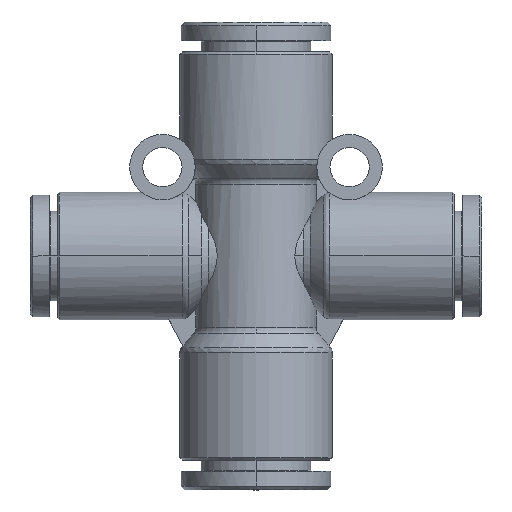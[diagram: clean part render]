
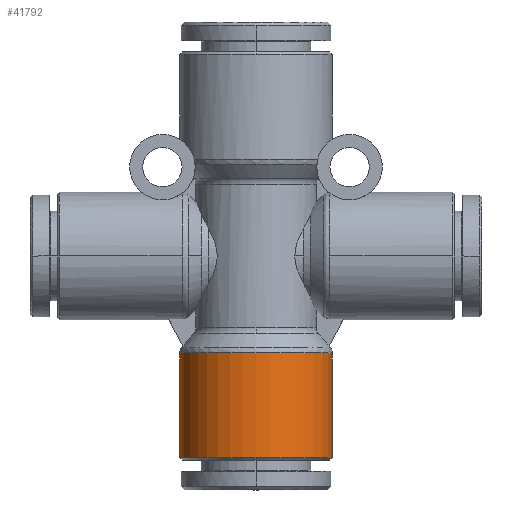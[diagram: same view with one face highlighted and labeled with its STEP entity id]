
A CAD part, front view. The second image highlights one B-rep face of the part: STEP entity #41792.
In plain terms, the highlighted cylindrical face has radius 8.15 mm (diameter 16.3 mm), a partial arc.
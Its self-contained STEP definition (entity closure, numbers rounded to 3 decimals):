
#856 = EDGE_CURVE ( 'NONE', #13958, #36600, #10061, .T. ) ;
#1387 = DIRECTION ( 'NONE',  ( 0., 0., 1. ) ) ;
#1856 = CARTESIAN_POINT ( 'NONE',  ( -30.783, 0., 0. ) ) ;
#3626 = LINE ( 'NONE', #23748, #25739 ) ;
#4865 = CARTESIAN_POINT ( 'NONE',  ( -19.592, 0., -8.15 ) ) ;
#5078 = CARTESIAN_POINT ( 'NONE',  ( -30.783, -8.15, 0. ) ) ;
#5091 = DIRECTION ( 'NONE',  ( 1., 0., 0. ) ) ;
#5256 = EDGE_CURVE ( 'NONE', #44738, #17447, #46079, .T. ) ;
#5497 = CARTESIAN_POINT ( 'NONE',  ( -24.233, 0., 0. ) ) ;
#6764 = ORIENTED_EDGE ( 'NONE', *, *, #49511, .F. ) ;
#10061 = CIRCLE ( 'NONE', #45191, 8.15 ) ;
#11010 = ORIENTED_EDGE ( 'NONE', *, *, #856, .T. ) ;
#11634 = ORIENTED_EDGE ( 'NONE', *, *, #17146, .T. ) ;
#13958 = VERTEX_POINT ( 'NONE', #5078 ) ;
#14057 = DIRECTION ( 'NONE',  ( -1., 0., 0. ) ) ;
#17146 = EDGE_CURVE ( 'NONE', #51213, #13958, #41965, .T. ) ;
#17447 = VERTEX_POINT ( 'NONE', #4865 ) ;
#17868 = CARTESIAN_POINT ( 'NONE',  ( -19.592, 0., 8.15 ) ) ;
#20345 = AXIS2_PLACEMENT_3D ( 'NONE', #1856, #54897, #45388 ) ;
#22416 = CARTESIAN_POINT ( 'NONE',  ( -30.783, 0., 8.15 ) ) ;
#22875 = ORIENTED_EDGE ( 'NONE', *, *, #23241, .T. ) ;
#23225 = DIRECTION ( 'NONE',  ( -1., 0., 0. ) ) ;
#23241 = EDGE_CURVE ( 'NONE', #44738, #51213, #3626, .T. ) ;
#23748 = CARTESIAN_POINT ( 'NONE',  ( -24.233, 0., 8.15 ) ) ;
#25739 = VECTOR ( 'NONE', #41611, 1000. ) ;
#27833 = DIRECTION ( 'NONE',  ( 1., 0., 0. ) ) ;
#32069 = CARTESIAN_POINT ( 'NONE',  ( -19.592, 0., 0. ) ) ;
#36509 = CARTESIAN_POINT ( 'NONE',  ( -24.233, 0., -8.15 ) ) ;
#36518 = FACE_OUTER_BOUND ( 'NONE', #42573, .T. ) ;
#36600 = VERTEX_POINT ( 'NONE', #37815 ) ;
#37163 = CYLINDRICAL_SURFACE ( 'NONE', #50620, 8.15 ) ;
#37815 = CARTESIAN_POINT ( 'NONE',  ( -30.783, 0., -8.15 ) ) ;
#41611 = DIRECTION ( 'NONE',  ( -1., 0., 0. ) ) ;
#41792 = ADVANCED_FACE ( 'NONE', ( #36518 ), #37163, .T. ) ;
#41965 = CIRCLE ( 'NONE', #20345, 8.15 ) ;
#42573 = EDGE_LOOP ( 'NONE', ( #6764, #54024, #22875, #11634, #11010 ) ) ;
#42968 = VECTOR ( 'NONE', #23225, 1000. ) ;
#44738 = VERTEX_POINT ( 'NONE', #17868 ) ;
#45191 = AXIS2_PLACEMENT_3D ( 'NONE', #53690, #5091, #48667 ) ;
#45388 = DIRECTION ( 'NONE',  ( 0., 0., 1. ) ) ;
#46079 = CIRCLE ( 'NONE', #46118, 8.15 ) ;
#46118 = AXIS2_PLACEMENT_3D ( 'NONE', #32069, #27833, #1387 ) ;
#48667 = DIRECTION ( 'NONE',  ( 0., 0., 1. ) ) ;
#49511 = EDGE_CURVE ( 'NONE', #17447, #36600, #54757, .T. ) ;
#50620 = AXIS2_PLACEMENT_3D ( 'NONE', #5497, #14057, #53729 ) ;
#51213 = VERTEX_POINT ( 'NONE', #22416 ) ;
#53690 = CARTESIAN_POINT ( 'NONE',  ( -30.783, 0., 0. ) ) ;
#53729 = DIRECTION ( 'NONE',  ( 0., 0., 1. ) ) ;
#54024 = ORIENTED_EDGE ( 'NONE', *, *, #5256, .F. ) ;
#54757 = LINE ( 'NONE', #36509, #42968 ) ;
#54897 = DIRECTION ( 'NONE',  ( 1., 0., 0. ) ) ;
